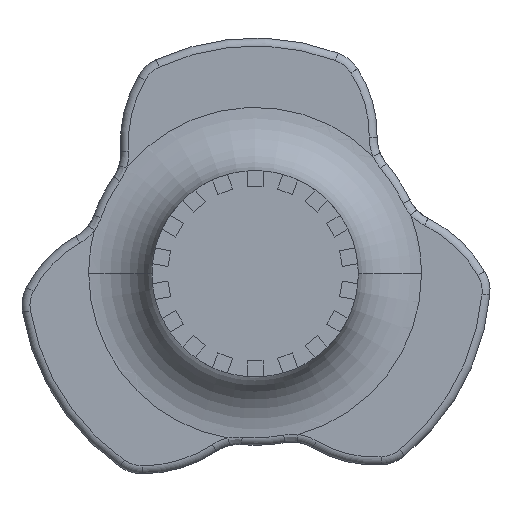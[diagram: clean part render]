
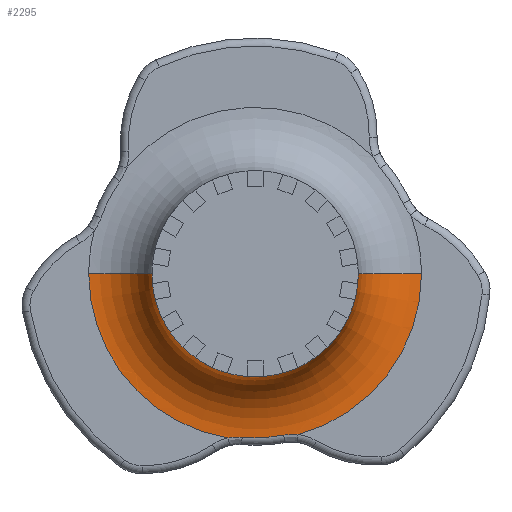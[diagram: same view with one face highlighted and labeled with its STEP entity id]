
A CAD part, front view. The second image highlights one B-rep face of the part: STEP entity #2295.
In plain terms, the highlighted toroidal (fillet/blend) face has major radius 21 mm and minor radius 8 mm.
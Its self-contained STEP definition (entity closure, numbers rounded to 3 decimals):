
#2222=CARTESIAN_POINT('Axis2P3D Location',(0.,-43.5,0.)) ;
#2227=CARTESIAN_POINT('Axis2P3D Location',(0.,-35.5,0.)) ;
#2231=CARTESIAN_POINT('Vertex',(5.418,-35.5,-20.289)) ;
#2233=CARTESIAN_POINT('Vertex',(21.,-35.5,0.)) ;
#2236=CARTESIAN_POINT('Axis2P3D Location',(21.,-43.5,0.)) ;
#2240=CARTESIAN_POINT('Vertex',(13.,-43.5,0.)) ;
#2243=CARTESIAN_POINT('Axis2P3D Location',(0.,-43.5,0.)) ;
#2247=CARTESIAN_POINT('Vertex',(-13.,-43.5,0.)) ;
#2250=CARTESIAN_POINT('Axis2P3D Location',(-21.,-43.5,0.)) ;
#2254=CARTESIAN_POINT('Vertex',(-21.,-35.5,0.)) ;
#2257=CARTESIAN_POINT('Axis2P3D Location',(0.,-35.5,0.)) ;
#2261=CARTESIAN_POINT('Vertex',(-3.437,-35.5,-20.717)) ;
#2265=CARTESIAN_POINT('Control Point',(-1.633,-35.506,-20.624)) ;
#2266=CARTESIAN_POINT('Control Point',(-2.234,-35.506,-20.577)) ;
#2267=CARTESIAN_POINT('Control Point',(-2.843,-35.5,-20.606)) ;
#2268=CARTESIAN_POINT('Control Point',(-3.437,-35.5,-20.717)) ;
#2269=CARTESIAN_POINT('Vertex',(-1.633,-35.506,-20.624)) ;
#2272=CARTESIAN_POINT('Axis2P3D Location',(0.,-35.506,0.)) ;
#2276=CARTESIAN_POINT('Vertex',(3.614,-35.506,-20.371)) ;
#2280=CARTESIAN_POINT('Control Point',(5.418,-35.5,-20.289)) ;
#2281=CARTESIAN_POINT('Control Point',(4.816,-35.5,-20.236)) ;
#2282=CARTESIAN_POINT('Control Point',(4.208,-35.506,-20.265)) ;
#2283=CARTESIAN_POINT('Control Point',(3.614,-35.506,-20.371)) ;
#2223=DIRECTION('Axis2P3D Direction',(0.,-1.,0.)) ;
#2224=DIRECTION('Axis2P3D XDirection',(0.939,0.,0.344)) ;
#2228=DIRECTION('Axis2P3D Direction',(-0.,1.,0.)) ;
#2237=DIRECTION('Axis2P3D Direction',(0.,0.,-1.)) ;
#2244=DIRECTION('Axis2P3D Direction',(-0.,1.,0.)) ;
#2251=DIRECTION('Axis2P3D Direction',(0.,0.,1.)) ;
#2258=DIRECTION('Axis2P3D Direction',(-0.,1.,0.)) ;
#2273=DIRECTION('Axis2P3D Direction',(-0.,1.,0.)) ;
#2225=AXIS2_PLACEMENT_3D('Torus Axis2P3D',#2222,#2223,#2224) ;
#2229=AXIS2_PLACEMENT_3D('Circle Axis2P3D',#2227,#2228,$) ;
#2238=AXIS2_PLACEMENT_3D('Circle Axis2P3D',#2236,#2237,$) ;
#2245=AXIS2_PLACEMENT_3D('Circle Axis2P3D',#2243,#2244,$) ;
#2252=AXIS2_PLACEMENT_3D('Circle Axis2P3D',#2250,#2251,$) ;
#2259=AXIS2_PLACEMENT_3D('Circle Axis2P3D',#2257,#2258,$) ;
#2274=AXIS2_PLACEMENT_3D('Circle Axis2P3D',#2272,#2273,$) ;
#2286=ORIENTED_EDGE('',*,*,#2235,.T.) ;
#2287=ORIENTED_EDGE('',*,*,#2242,.F.) ;
#2288=ORIENTED_EDGE('',*,*,#2249,.F.) ;
#2289=ORIENTED_EDGE('',*,*,#2256,.T.) ;
#2290=ORIENTED_EDGE('',*,*,#2263,.T.) ;
#2291=ORIENTED_EDGE('',*,*,#2271,.F.) ;
#2292=ORIENTED_EDGE('',*,*,#2278,.F.) ;
#2293=ORIENTED_EDGE('',*,*,#2284,.F.) ;
#2295=ADVANCED_FACE('\X2\96F64EF651E04F554F53\X0\',(#2294),#2226,.F.) ;
#2264=B_SPLINE_CURVE_WITH_KNOTS('',3,(#2265,#2266,#2267,#2268),.UNSPECIFIED.,.F.,.U.,(4,4),(7.419,9.794),.UNSPECIFIED.) ;
#2279=B_SPLINE_CURVE_WITH_KNOTS('',3,(#2280,#2281,#2282,#2283),.UNSPECIFIED.,.F.,.U.,(4,4),(5.044,7.419),.UNSPECIFIED.) ;
#2230=CIRCLE('generated circle',#2229,21.) ;
#2239=CIRCLE('generated circle',#2238,8.) ;
#2246=CIRCLE('generated circle',#2245,13.) ;
#2253=CIRCLE('generated circle',#2252,8.) ;
#2260=CIRCLE('generated circle',#2259,21.) ;
#2275=CIRCLE('generated circle',#2274,20.689) ;
#2226=TOROIDAL_SURFACE('homeo Torus',#2225,21.,8.) ;
#2235=EDGE_CURVE('',#2232,#2234,#2230,.F.) ;
#2242=EDGE_CURVE('',#2241,#2234,#2239,.T.) ;
#2249=EDGE_CURVE('',#2248,#2241,#2246,.F.) ;
#2256=EDGE_CURVE('',#2248,#2255,#2253,.T.) ;
#2263=EDGE_CURVE('',#2255,#2262,#2260,.F.) ;
#2271=EDGE_CURVE('',#2270,#2262,#2264,.T.) ;
#2278=EDGE_CURVE('',#2277,#2270,#2275,.T.) ;
#2284=EDGE_CURVE('',#2232,#2277,#2279,.T.) ;
#2285=EDGE_LOOP('',(#2286,#2287,#2288,#2289,#2290,#2291,#2292,#2293)) ;
#2294=FACE_OUTER_BOUND('',#2285,.T.) ;
#2232=VERTEX_POINT('',#2231) ;
#2234=VERTEX_POINT('',#2233) ;
#2241=VERTEX_POINT('',#2240) ;
#2248=VERTEX_POINT('',#2247) ;
#2255=VERTEX_POINT('',#2254) ;
#2262=VERTEX_POINT('',#2261) ;
#2270=VERTEX_POINT('',#2269) ;
#2277=VERTEX_POINT('',#2276) ;
